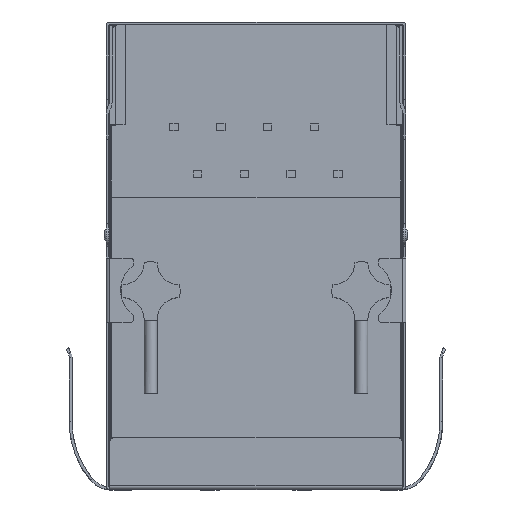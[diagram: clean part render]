
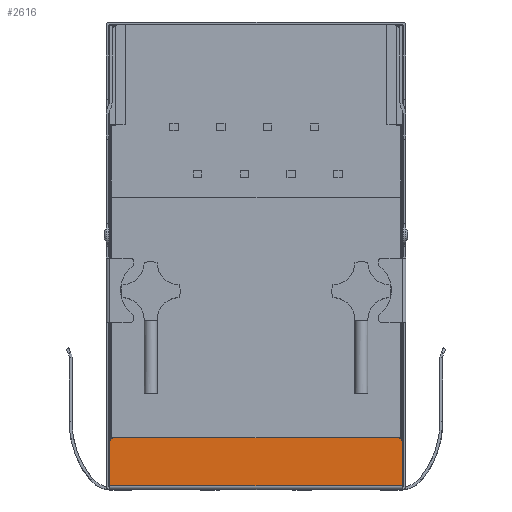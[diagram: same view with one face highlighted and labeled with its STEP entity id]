
A CAD part, top view. The second image highlights one B-rep face of the part: STEP entity #2616.
In plain terms, the highlighted planar face has unit normal (0, 0, 1).
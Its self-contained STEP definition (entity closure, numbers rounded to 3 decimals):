
#2616 = ADVANCED_FACE( '', ( #5441 ), #5442, .F. );
#5441 = FACE_OUTER_BOUND( '', #8862, .T. );
#5442 = PLANE( '', #8863 );
#8862 = EDGE_LOOP( '', ( #16816, #16817, #16818, #16819, #16820, #16821 ) );
#8863 = AXIS2_PLACEMENT_3D( '', #16822, #16823, #16824 );
#16816 = ORIENTED_EDGE( '', *, *, #22333, .F. );
#16817 = ORIENTED_EDGE( '', *, *, #20886, .T. );
#16818 = ORIENTED_EDGE( '', *, *, #22302, .F. );
#16819 = ORIENTED_EDGE( '', *, *, #19250, .T. );
#16820 = ORIENTED_EDGE( '', *, *, #19464, .T. );
#16821 = ORIENTED_EDGE( '', *, *, #20901, .T. );
#16822 = CARTESIAN_POINT( '', ( -7.925, -12.675, 6.75 ) );
#16823 = DIRECTION( '', ( 0., 0., -1. ) );
#16824 = DIRECTION( '', ( 0., 1., 0. ) );
#19250 = EDGE_CURVE( '', #23109, #23107, #23110, .T. );
#19464 = EDGE_CURVE( '', #23107, #23478, #23480, .T. );
#20886 = EDGE_CURVE( '', #25794, #25795, #25796, .F. );
#20901 = EDGE_CURVE( '', #23478, #25819, #25820, .F. );
#22302 = EDGE_CURVE( '', #23109, #25795, #27675, .T. );
#22333 = EDGE_CURVE( '', #25794, #25819, #27706, .T. );
#23107 = VERTEX_POINT( '', #28714 );
#23109 = VERTEX_POINT( '', #28716 );
#23110 = LINE( '', #28717, #28718 );
#23478 = VERTEX_POINT( '', #29319 );
#23480 = LINE( '', #29322, #29323 );
#25794 = VERTEX_POINT( '', #32995 );
#25795 = VERTEX_POINT( '', #32996 );
#25796 = CIRCLE( '', #32997, 0.2 );
#25819 = VERTEX_POINT( '', #33028 );
#25820 = CIRCLE( '', #33029, 0.2 );
#27675 = LINE( '', #35985, #35986 );
#27706 = LINE( '', #36037, #36038 );
#28714 = CARTESIAN_POINT( '', ( 7.925, -12.475, 6.75 ) );
#28716 = CARTESIAN_POINT( '', ( -7.925, -12.475, 6.75 ) );
#28717 = CARTESIAN_POINT( '', ( -7.925, -12.475, 6.75 ) );
#28718 = VECTOR( '', #36895, 1000. );
#29319 = CARTESIAN_POINT( '', ( 7.925, -10.075, 6.75 ) );
#29322 = CARTESIAN_POINT( '', ( 7.925, -12.675, 6.75 ) );
#29323 = VECTOR( '', #37102, 1000. );
#32995 = CARTESIAN_POINT( '', ( -7.725, -9.875, 6.75 ) );
#32996 = CARTESIAN_POINT( '', ( -7.925, -10.075, 6.75 ) );
#32997 = AXIS2_PLACEMENT_3D( '', #38537, #38538, #38539 );
#33028 = CARTESIAN_POINT( '', ( 7.725, -9.875, 6.75 ) );
#33029 = AXIS2_PLACEMENT_3D( '', #38557, #38558, #38559 );
#35985 = CARTESIAN_POINT( '', ( -7.925, -12.675, 6.75 ) );
#35986 = VECTOR( '', #39834, 1000. );
#36037 = CARTESIAN_POINT( '', ( -7.925, -9.875, 6.75 ) );
#36038 = VECTOR( '', #39852, 1000. );
#36895 = DIRECTION( '', ( 1., 0., 0. ) );
#37102 = DIRECTION( '', ( 0., 1., 0. ) );
#38537 = CARTESIAN_POINT( '', ( -7.725, -10.075, 6.75 ) );
#38538 = DIRECTION( '', ( 0., 0., -1. ) );
#38539 = DIRECTION( '', ( 0., 1., 0. ) );
#38557 = CARTESIAN_POINT( '', ( 7.725, -10.075, 6.75 ) );
#38558 = DIRECTION( '', ( 0., 0., -1. ) );
#38559 = DIRECTION( '', ( 0., 1., 0. ) );
#39834 = DIRECTION( '', ( 0., 1., 0. ) );
#39852 = DIRECTION( '', ( 1., 0., 0. ) );
